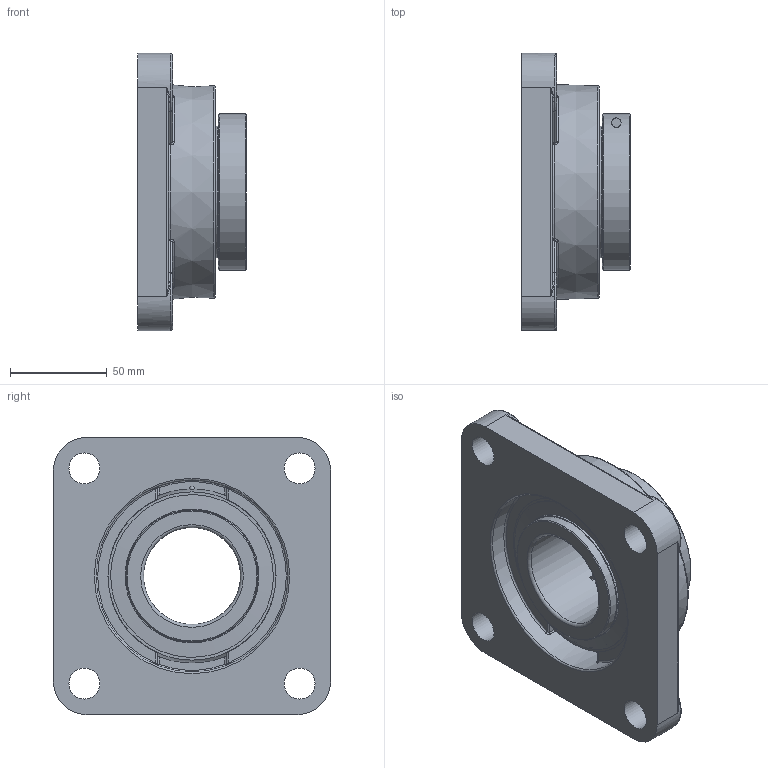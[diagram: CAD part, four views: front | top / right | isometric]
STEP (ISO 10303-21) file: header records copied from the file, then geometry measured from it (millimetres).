
FILE_DESCRIPTION(('HOOPS Exchange Step'),'2;1');
FILE_NAME('export-9010F7D3-F31B-46FE-842E-40AFC0F74C2F.stp','2020-05-28T14:51:29-07:00',('dkerr'),('Alibre'),'HOOPS Exchange 2020.0','Alibre','Unknown authorisation');
FILE_SCHEMA( ('AP242_MANAGED_MODEL_BASED_3D_ENGINEERING_MIM_LF {1 0 10303 442 1 1 4 }') );
Length unit declared in the file: inch
Products named in the file (8): MRN SFM L4L 210; MRN SUE 210 L4L (50mm) (Race); MRN SUE 210 L4L (Ball); MRN SUE 210 L4L (Shield); MRN SUE 210 L4L (Lock Ring); MRN SUE 210 L4L (Bolt); MRN SUE 210 L4L (50mm); MRN SUESFM 210 L4L (50mm)
Assembly tree (8 placements, depth 3):
  MRN SUESFM 210 L4L (50mm)
    MRN SFM L4L 210
    MRN SUE 210 L4L (50mm)
      MRN SUE 210 L4L (50mm) (Race)
      MRN SUE 210 L4L (Ball)
      MRN SUE 210 L4L (Shield)  x2
      MRN SUE 210 L4L (Lock Ring)
      MRN SUE 210 L4L (Bolt)
Bounding box: 56.1 x 143 x 143 mm (x, y, z)
Volume: 407961.8 mm3; surface area: 123310.2 mm2
Topology: 17 solids, 17 shells, 290 faces, 771 edges, 476 vertices
Faces by surface type: plane 81, cylinder 78, torus 45, cone 31, bspline 28, sphere 27
Full cylindrical faces by diameter (mm): 4.917 x2, 6.4 x1, 10 x1, 16 x4, 50 x1, 68 x4, 69.016 x2, 80 x2, 84 x2, 93.98 x1, 99.06 x1, 100.1 x1
Entity records: 14445 total; most frequent: CARTESIAN_POINT 7434, DIRECTION 1468, ORIENTED_EDGE 1414, EDGE_CURVE 707, AXIS2_PLACEMENT_3D 620, VERTEX_POINT 462, CIRCLE 341, EDGE_LOOP 309
